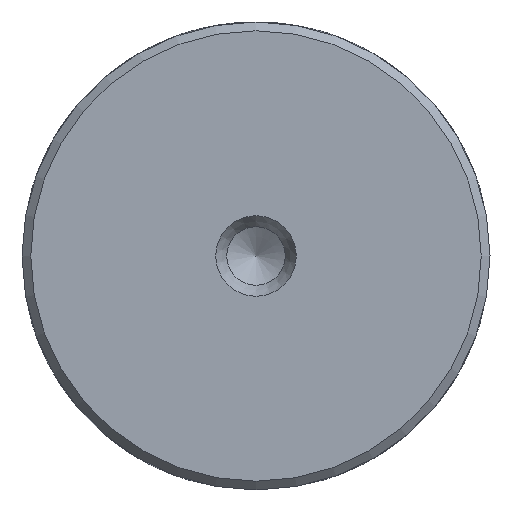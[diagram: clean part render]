
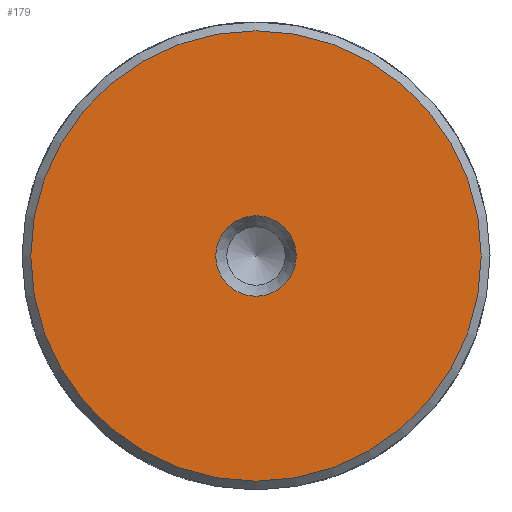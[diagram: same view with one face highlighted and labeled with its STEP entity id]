
A CAD part, left-side view. The second image highlights one B-rep face of the part: STEP entity #179.
In plain terms, the highlighted planar face has unit normal (-1, 0, 0).
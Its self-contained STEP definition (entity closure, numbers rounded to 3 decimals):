
#179=ADVANCED_FACE('',(#260,#261),#201,.F.);
#201=PLANE('',#695);
#260=FACE_BOUND('',#318,.T.);
#261=FACE_BOUND('',#319,.T.);
#318=EDGE_LOOP('',(#462));
#319=EDGE_LOOP('',(#463));
#462=ORIENTED_EDGE('',*,*,#607,.T.);
#463=ORIENTED_EDGE('',*,*,#606,.T.);
#531=VERTEX_POINT('',#1547);
#532=VERTEX_POINT('',#1551);
#606=EDGE_CURVE('',#531,#531,#626,.T.);
#607=EDGE_CURVE('',#532,#532,#627,.T.);
#626=CIRCLE('',#691,15.4);
#627=CIRCLE('',#694,2.75);
#691=AXIS2_PLACEMENT_3D('',#1546,#830,#831);
#694=AXIS2_PLACEMENT_3D('',#1550,#836,#837);
#695=AXIS2_PLACEMENT_3D('',#1552,#838,#839);
#830=DIRECTION('',(-1.,0.,0.));
#831=DIRECTION('',(0.,0.,-1.));
#836=DIRECTION('',(1.,0.,0.));
#837=DIRECTION('',(0.,0.,-1.));
#838=DIRECTION('',(1.,0.,0.));
#839=DIRECTION('',(0.,0.,-1.));
#1546=CARTESIAN_POINT('',(0.,0.,0.));
#1547=CARTESIAN_POINT('',(0.,0.,-15.4));
#1550=CARTESIAN_POINT('',(0.,0.,0.));
#1551=CARTESIAN_POINT('',(0.,0.,-2.75));
#1552=CARTESIAN_POINT('',(0.,0.,0.));
